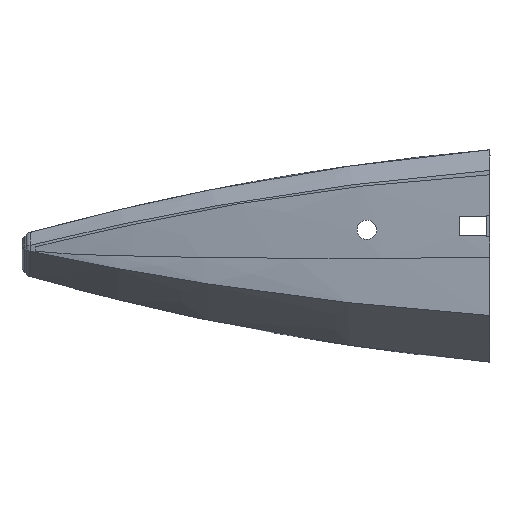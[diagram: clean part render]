
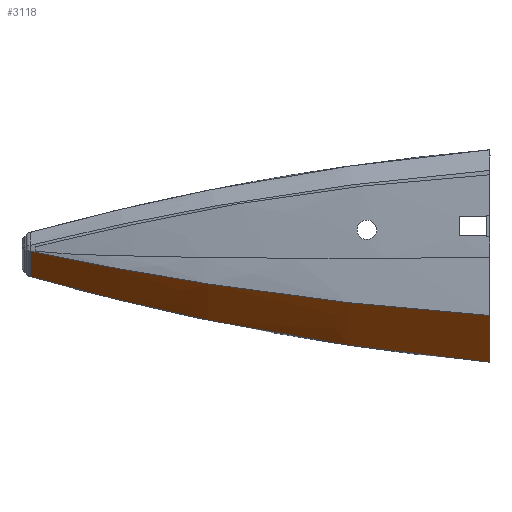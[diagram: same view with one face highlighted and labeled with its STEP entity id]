
A CAD part, left-side view. The second image highlights one B-rep face of the part: STEP entity #3118.
In plain terms, the highlighted free-form (B-spline) face has degree [3, 3] with [4, 4] control points.
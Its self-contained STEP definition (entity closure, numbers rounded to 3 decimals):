
#81=B_SPLINE_SURFACE_WITH_KNOTS('',3,3,((#4700,#4701,#4702,#4703),(#4704,
#4705,#4706,#4707),(#4708,#4709,#4710,#4711),(#4712,#4713,#4714,#4715)),
 .UNSPECIFIED.,.F.,.F.,.F.,(4,4),(4,4),(0.,1.),(0.683,0.999),
 .UNSPECIFIED.);
#176=FACE_OUTER_BOUND('',#347,.T.);
#347=EDGE_LOOP('',(#2210,#2211,#2212,#2213,#2214,#2215));
#868=B_SPLINE_CURVE_WITH_KNOTS('',3,(#4396,#4397,#4398,#4399,#4400,#4401),
 .UNSPECIFIED.,.F.,.F.,(4,2,4),(-2.169,-1.085,0.),
 .UNSPECIFIED.);
#889=B_SPLINE_CURVE_WITH_KNOTS('',3,(#4692,#4693,#4694,#4695),
 .UNSPECIFIED.,.F.,.F.,(4,4),(0.683,0.998),
 .UNSPECIFIED.);
#891=B_SPLINE_CURVE_WITH_KNOTS('',3,(#4717,#4718,#4719,#4720),
 .UNSPECIFIED.,.F.,.F.,(4,4),(0.683,0.998),
 .UNSPECIFIED.);
#892=B_SPLINE_CURVE_WITH_KNOTS('',3,(#4722,#4723,#4724,#4725),
 .UNSPECIFIED.,.F.,.F.,(4,4),(0.073,0.085),
 .UNSPECIFIED.);
#893=B_SPLINE_CURVE_WITH_KNOTS('',3,(#4727,#4728,#4729,#4730),
 .UNSPECIFIED.,.F.,.F.,(4,4),(-1.166,0.),
 .UNSPECIFIED.);
#894=B_SPLINE_CURVE_WITH_KNOTS('',3,(#4731,#4732,#4733,#4734),
 .UNSPECIFIED.,.F.,.F.,(4,4),(0.,0.009),.UNSPECIFIED.);
#1238=VERTEX_POINT('',#4390);
#1239=VERTEX_POINT('',#4395);
#1263=VERTEX_POINT('',#4691);
#1264=VERTEX_POINT('',#4716);
#1265=VERTEX_POINT('',#4721);
#1266=VERTEX_POINT('',#4726);
#1602=EDGE_CURVE('',#1239,#1238,#868,.T.);
#1637=EDGE_CURVE('',#1239,#1263,#889,.T.);
#1639=EDGE_CURVE('',#1238,#1264,#891,.T.);
#1640=EDGE_CURVE('',#1265,#1264,#892,.T.);
#1641=EDGE_CURVE('',#1266,#1265,#893,.T.);
#1642=EDGE_CURVE('',#1263,#1266,#894,.T.);
#2210=ORIENTED_EDGE('',*,*,#1602,.T.);
#2211=ORIENTED_EDGE('',*,*,#1639,.T.);
#2212=ORIENTED_EDGE('',*,*,#1640,.F.);
#2213=ORIENTED_EDGE('',*,*,#1641,.F.);
#2214=ORIENTED_EDGE('',*,*,#1642,.F.);
#2215=ORIENTED_EDGE('',*,*,#1637,.F.);
#3118=ADVANCED_FACE('',(#176),#81,.F.);
#4390=CARTESIAN_POINT('',(-40.617,40.,-32.821));
#4395=CARTESIAN_POINT('',(-25.118,40.,-48.));
#4396=CARTESIAN_POINT('Ctrl Pts',(-25.118,40.,-48.));
#4397=CARTESIAN_POINT('Ctrl Pts',(-27.701,40.,-45.47));
#4398=CARTESIAN_POINT('Ctrl Pts',(-30.284,40.,-42.94));
#4399=CARTESIAN_POINT('Ctrl Pts',(-35.451,40.,-37.88));
#4400=CARTESIAN_POINT('Ctrl Pts',(-38.034,40.,-35.351));
#4401=CARTESIAN_POINT('Ctrl Pts',(-40.617,40.,-32.821));
#4691=CARTESIAN_POINT('',(-5.946,189.248,-20.213));
#4692=CARTESIAN_POINT('Ctrl Pts',(-25.118,40.,-48.));
#4693=CARTESIAN_POINT('Ctrl Pts',(-21.948,90.288,-43.407));
#4694=CARTESIAN_POINT('Ctrl Pts',(-15.558,140.038,-34.144));
#4695=CARTESIAN_POINT('Ctrl Pts',(-5.946,189.248,-20.213));
#4700=CARTESIAN_POINT('Ctrl Pts',(-40.617,40.,-32.821));
#4701=CARTESIAN_POINT('Ctrl Pts',(-36.248,90.32,-29.37));
#4702=CARTESIAN_POINT('Ctrl Pts',(-27.435,140.099,-22.41));
#4703=CARTESIAN_POINT('Ctrl Pts',(-14.178,189.339,-11.94));
#4704=CARTESIAN_POINT('Ctrl Pts',(-35.451,40.,-37.88));
#4705=CARTESIAN_POINT('Ctrl Pts',(-31.481,90.32,-34.048));
#4706=CARTESIAN_POINT('Ctrl Pts',(-23.473,140.099,-26.317));
#4707=CARTESIAN_POINT('Ctrl Pts',(-11.428,189.339,-14.689));
#4708=CARTESIAN_POINT('Ctrl Pts',(-30.284,40.,-42.94));
#4709=CARTESIAN_POINT('Ctrl Pts',(-26.714,90.32,-38.726));
#4710=CARTESIAN_POINT('Ctrl Pts',(-19.512,140.099,-30.225));
#4711=CARTESIAN_POINT('Ctrl Pts',(-8.678,189.339,-17.438));
#4712=CARTESIAN_POINT('Ctrl Pts',(-25.118,40.,-48.));
#4713=CARTESIAN_POINT('Ctrl Pts',(-21.946,90.32,-43.404));
#4714=CARTESIAN_POINT('Ctrl Pts',(-15.55,140.099,-34.133));
#4715=CARTESIAN_POINT('Ctrl Pts',(-5.928,189.339,-20.187));
#4716=CARTESIAN_POINT('',(-14.209,189.225,-11.964));
#4717=CARTESIAN_POINT('Ctrl Pts',(-40.617,40.,-32.821));
#4718=CARTESIAN_POINT('Ctrl Pts',(-36.251,90.281,-29.373));
#4719=CARTESIAN_POINT('Ctrl Pts',(-27.449,140.022,-22.42));
#4720=CARTESIAN_POINT('Ctrl Pts',(-14.209,189.225,-11.964));
#4721=CARTESIAN_POINT('',(-14.176,189.339,-11.942));
#4722=CARTESIAN_POINT('Ctrl Pts',(-14.176,189.339,-11.942));
#4723=CARTESIAN_POINT('Ctrl Pts',(-14.188,189.301,-11.949));
#4724=CARTESIAN_POINT('Ctrl Pts',(-14.199,189.263,-11.956));
#4725=CARTESIAN_POINT('Ctrl Pts',(-14.209,189.225,-11.964));
#4726=CARTESIAN_POINT('',(-5.93,189.336,-20.187));
#4727=CARTESIAN_POINT('Ctrl Pts',(-5.93,189.336,-20.187));
#4728=CARTESIAN_POINT('Ctrl Pts',(-8.679,189.337,-17.439));
#4729=CARTESIAN_POINT('Ctrl Pts',(-11.427,189.338,-14.69));
#4730=CARTESIAN_POINT('Ctrl Pts',(-14.176,189.339,-11.942));
#4731=CARTESIAN_POINT('Ctrl Pts',(-5.946,189.248,-20.213));
#4732=CARTESIAN_POINT('Ctrl Pts',(-5.94,189.277,-20.205));
#4733=CARTESIAN_POINT('Ctrl Pts',(-5.935,189.306,-20.196));
#4734=CARTESIAN_POINT('Ctrl Pts',(-5.93,189.336,-20.187));
